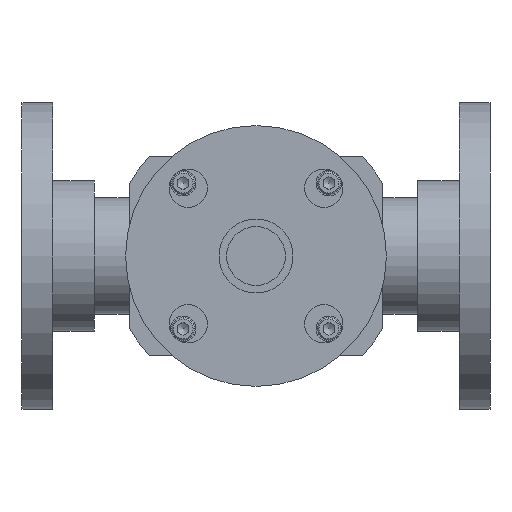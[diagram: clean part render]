
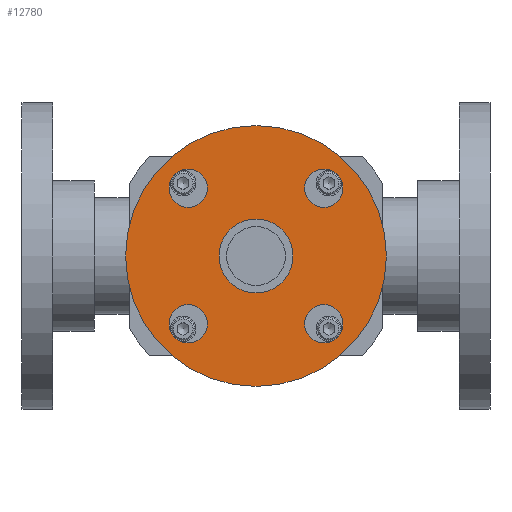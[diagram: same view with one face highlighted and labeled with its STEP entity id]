
A CAD part, front view. The second image highlights one B-rep face of the part: STEP entity #12780.
In plain terms, the highlighted planar face has unit normal (0, -1, 0).
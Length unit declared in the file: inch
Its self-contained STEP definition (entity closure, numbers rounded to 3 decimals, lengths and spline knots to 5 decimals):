
#12633=CARTESIAN_POINT('',(1.10485,-2.954,0.79235));
#12634=VERTEX_POINT('',#12633);
#12635=CARTESIAN_POINT('',(1.10485,-2.954,1.10485));
#12636=DIRECTION('',(0.0,1.0,0.0));
#12637=DIRECTION('',(0.0,0.0,1.0));
#12638=AXIS2_PLACEMENT_3D('',#12635,#12636,#12637);
#12639=CIRCLE('',#12638,0.3125);
#12640=EDGE_CURVE('',#12634,#12634,#12639,.T.);
#12661=CARTESIAN_POINT('',(-0.79235,-2.954,1.10485));
#12662=VERTEX_POINT('',#12661);
#12663=CARTESIAN_POINT('',(-1.10485,-2.954,1.10485));
#12664=DIRECTION('',(0.0,1.0,0.0));
#12665=DIRECTION('',(-1.0,0.0,0.0));
#12666=AXIS2_PLACEMENT_3D('',#12663,#12664,#12665);
#12667=CIRCLE('',#12666,0.3125);
#12668=EDGE_CURVE('',#12662,#12662,#12667,.T.);
#12689=CARTESIAN_POINT('',(-1.10485,-2.954,-0.79235));
#12690=VERTEX_POINT('',#12689);
#12691=CARTESIAN_POINT('',(-1.10485,-2.954,-1.10485));
#12692=DIRECTION('',(0.0,1.0,0.0));
#12693=DIRECTION('',(0.0,0.0,-1.0));
#12694=AXIS2_PLACEMENT_3D('',#12691,#12692,#12693);
#12695=CIRCLE('',#12694,0.3125);
#12696=EDGE_CURVE('',#12690,#12690,#12695,.T.);
#12717=CARTESIAN_POINT('',(0.79235,-2.954,-1.10485));
#12718=VERTEX_POINT('',#12717);
#12719=CARTESIAN_POINT('',(1.10485,-2.954,-1.10485));
#12720=DIRECTION('',(0.0,1.0,0.0));
#12721=DIRECTION('',(1.0,0.0,0.0));
#12722=AXIS2_PLACEMENT_3D('',#12719,#12720,#12721);
#12723=CIRCLE('',#12722,0.3125);
#12724=EDGE_CURVE('',#12718,#12718,#12723,.T.);
#12734=CARTESIAN_POINT('',(0.6025,-2.954,0.));
#12735=VERTEX_POINT('',#12734);
#12736=CARTESIAN_POINT('',(0.,-2.954,0.));
#12737=DIRECTION('',(0.0,1.0,0.0));
#12738=DIRECTION('',(1.0,0.0,0.0));
#12739=AXIS2_PLACEMENT_3D('',#12736,#12737,#12738);
#12740=CIRCLE('',#12739,0.6025);
#12741=EDGE_CURVE('',#12735,#12735,#12740,.T.);
#12749=CARTESIAN_POINT('',(1.36375,-2.954,0.));
#12750=DIRECTION('',(0.0,-1.0,0.0));
#12751=DIRECTION('',(0.0,0.0,1.0));
#12752=AXIS2_PLACEMENT_3D('',#12749,#12750,#12751);
#12753=PLANE('',#12752);
#12754=CARTESIAN_POINT('',(2.125,-2.954,0.));
#12755=VERTEX_POINT('',#12754);
#12756=CARTESIAN_POINT('',(0.,-2.954,0.));
#12757=DIRECTION('',(0.0,1.0,0.0));
#12758=DIRECTION('',(1.0,0.0,0.0));
#12759=AXIS2_PLACEMENT_3D('',#12756,#12757,#12758);
#12760=CIRCLE('',#12759,2.125);
#12761=EDGE_CURVE('',#12755,#12755,#12760,.T.);
#12762=ORIENTED_EDGE('',*,*,#12761,.F.);
#12763=EDGE_LOOP('',(#12762));
#12764=FACE_OUTER_BOUND('',#12763,.T.);
#12765=ORIENTED_EDGE('',*,*,#12640,.T.);
#12766=EDGE_LOOP('',(#12765));
#12767=FACE_BOUND('',#12766,.T.);
#12768=ORIENTED_EDGE('',*,*,#12668,.T.);
#12769=EDGE_LOOP('',(#12768));
#12770=FACE_BOUND('',#12769,.T.);
#12771=ORIENTED_EDGE('',*,*,#12696,.T.);
#12772=EDGE_LOOP('',(#12771));
#12773=FACE_BOUND('',#12772,.T.);
#12774=ORIENTED_EDGE('',*,*,#12724,.T.);
#12775=EDGE_LOOP('',(#12774));
#12776=FACE_BOUND('',#12775,.T.);
#12777=ORIENTED_EDGE('',*,*,#12741,.T.);
#12778=EDGE_LOOP('',(#12777));
#12779=FACE_BOUND('',#12778,.T.);
#12780=ADVANCED_FACE('',(#12764,#12767,#12770,#12773,#12776,#12779),#12753,.T.);
